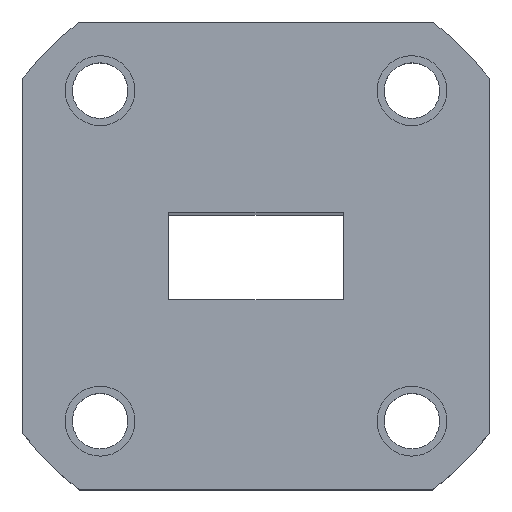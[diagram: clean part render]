
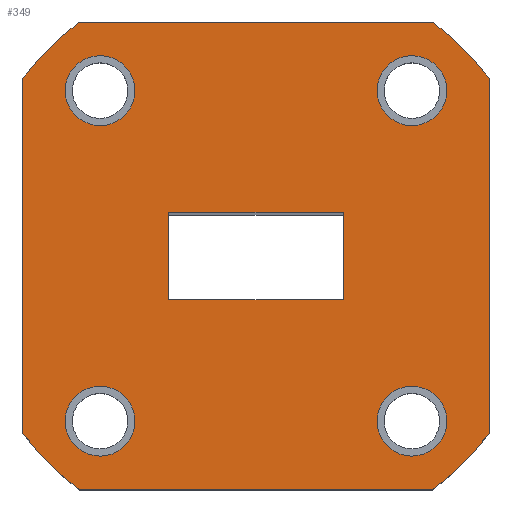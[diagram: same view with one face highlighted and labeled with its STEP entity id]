
A CAD part, top view. The second image highlights one B-rep face of the part: STEP entity #349.
In plain terms, the highlighted planar face has unit normal (0, 0, 1).
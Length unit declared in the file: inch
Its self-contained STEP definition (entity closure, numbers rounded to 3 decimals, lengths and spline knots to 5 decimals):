
#6 = LINE ( 'NONE', #1101, #630 ) ;
#26 = VECTOR ( 'NONE', #143, 39.37008 ) ;
#30 = CARTESIAN_POINT ( 'NONE',  ( 0.25, 0.265, 0. ) ) ;
#40 = VERTEX_POINT ( 'NONE', #950 ) ;
#41 = EDGE_LOOP ( 'NONE', ( #1153, #94, #280, #60 ) ) ;
#45 = CARTESIAN_POINT ( 'NONE',  ( -0.375, -0.375, 0. ) ) ;
#60 = ORIENTED_EDGE ( 'NONE', *, *, #560, .T. ) ;
#69 = CARTESIAN_POINT ( 'NONE',  ( 0., 0., 0. ) ) ;
#79 = VERTEX_POINT ( 'NONE', #302 ) ;
#84 = FACE_BOUND ( 'NONE', #190, .T. ) ;
#94 = ORIENTED_EDGE ( 'NONE', *, *, #1068, .T. ) ;
#113 = VECTOR ( 'NONE', #772, 39.37008 ) ;
#114 = AXIS2_PLACEMENT_3D ( 'NONE', #510, #775, #403 ) ;
#124 = DIRECTION ( 'NONE',  ( 1., 0., 0. ) ) ;
#143 = DIRECTION ( 'NONE',  ( 1., 0., 0. ) ) ;
#146 = VERTEX_POINT ( 'NONE', #467 ) ;
#147 = DIRECTION ( 'NONE',  ( 0., -1., 0. ) ) ;
#148 = LINE ( 'NONE', #428, #113 ) ;
#168 = CIRCLE ( 'NONE', #823, 0.47 ) ;
#172 = AXIS2_PLACEMENT_3D ( 'NONE', #731, #290, #561 ) ;
#176 = CIRCLE ( 'NONE', #318, 0.47 ) ;
#180 = EDGE_CURVE ( 'NONE', #985, #759, #668, .T. ) ;
#190 = EDGE_LOOP ( 'NONE', ( #894 ) ) ;
#204 = EDGE_CURVE ( 'NONE', #838, #346, #148, .T. ) ;
#224 = CARTESIAN_POINT ( 'NONE',  ( -0.14, -0.07, 0. ) ) ;
#228 = DIRECTION ( 'NONE',  ( 1., 0., 0. ) ) ;
#246 = CARTESIAN_POINT ( 'NONE',  ( 0.375, -0.375, 0. ) ) ;
#254 = CARTESIAN_POINT ( 'NONE',  ( 0.375, 0.28333, 0. ) ) ;
#260 = PLANE ( 'NONE',  #787 ) ;
#270 = VERTEX_POINT ( 'NONE', #254 ) ;
#274 = DIRECTION ( 'NONE',  ( 0., 0., -1. ) ) ;
#280 = ORIENTED_EDGE ( 'NONE', *, *, #204, .T. ) ;
#287 = VERTEX_POINT ( 'NONE', #552 ) ;
#289 = LINE ( 'NONE', #293, #409 ) ;
#290 = DIRECTION ( 'NONE',  ( 0., 0., -1. ) ) ;
#293 = CARTESIAN_POINT ( 'NONE',  ( -0.375, -0.375, 0. ) ) ;
#300 = VECTOR ( 'NONE', #1021, 39.37008 ) ;
#302 = CARTESIAN_POINT ( 'NONE',  ( -0.28333, 0.375, 0. ) ) ;
#305 = CARTESIAN_POINT ( 'NONE',  ( -0.375, 0.375, 0. ) ) ;
#318 = AXIS2_PLACEMENT_3D ( 'NONE', #69, #274, #526 ) ;
#325 = EDGE_CURVE ( 'NONE', #270, #925, #168, .T. ) ;
#327 = CARTESIAN_POINT ( 'NONE',  ( -0.25, -0.265, 0. ) ) ;
#334 = EDGE_LOOP ( 'NONE', ( #1150, #965, #440, #455, #709, #1163, #485, #704 ) ) ;
#346 = VERTEX_POINT ( 'NONE', #352 ) ;
#349 = ADVANCED_FACE ( 'NONE', ( #519, #1169, #722, #84, #1083, #635 ), #260, .F. ) ;
#352 = CARTESIAN_POINT ( 'NONE',  ( 0.14, 0.07, 0. ) ) ;
#379 = EDGE_CURVE ( 'NONE', #899, #146, #289, .T. ) ;
#380 = CIRCLE ( 'NONE', #768, 0.056 ) ;
#381 = CIRCLE ( 'NONE', #114, 0.47 ) ;
#390 = ORIENTED_EDGE ( 'NONE', *, *, #644, .F. ) ;
#392 = VECTOR ( 'NONE', #595, 39.37008 ) ;
#399 = CARTESIAN_POINT ( 'NONE',  ( 0.14, 0., 0. ) ) ;
#400 = EDGE_CURVE ( 'NONE', #287, #287, #454, .T. ) ;
#403 = DIRECTION ( 'NONE',  ( -1., 0., 0. ) ) ;
#409 = VECTOR ( 'NONE', #466, 39.37008 ) ;
#414 = EDGE_LOOP ( 'NONE', ( #861 ) ) ;
#427 = CARTESIAN_POINT ( 'NONE',  ( 0.28333, -0.375, 0. ) ) ;
#428 = CARTESIAN_POINT ( 'NONE',  ( 0., 0.07, 0. ) ) ;
#430 = VECTOR ( 'NONE', #147, 39.37008 ) ;
#440 = ORIENTED_EDGE ( 'NONE', *, *, #728, .F. ) ;
#454 = CIRCLE ( 'NONE', #468, 0.056 ) ;
#455 = ORIENTED_EDGE ( 'NONE', *, *, #933, .T. ) ;
#466 = DIRECTION ( 'NONE',  ( 0., -1., 0. ) ) ;
#467 = CARTESIAN_POINT ( 'NONE',  ( -0.375, -0.28333, 0. ) ) ;
#468 = AXIS2_PLACEMENT_3D ( 'NONE', #1092, #730, #645 ) ;
#471 = EDGE_CURVE ( 'NONE', #931, #931, #1025, .T. ) ;
#485 = ORIENTED_EDGE ( 'NONE', *, *, #325, .T. ) ;
#498 = CARTESIAN_POINT ( 'NONE',  ( -0.375, 0.28333, 0. ) ) ;
#510 = CARTESIAN_POINT ( 'NONE',  ( 0., 0., 0. ) ) ;
#511 = VERTEX_POINT ( 'NONE', #819 ) ;
#515 = EDGE_LOOP ( 'NONE', ( #885 ) ) ;
#516 = CARTESIAN_POINT ( 'NONE',  ( 0.28333, 0.375, 0. ) ) ;
#519 = FACE_BOUND ( 'NONE', #41, .T. ) ;
#526 = DIRECTION ( 'NONE',  ( -1., 0., 0. ) ) ;
#528 = CARTESIAN_POINT ( 'NONE',  ( 0., 0., 0. ) ) ;
#529 = CIRCLE ( 'NONE', #827, 0.056 ) ;
#545 = EDGE_CURVE ( 'NONE', #985, #270, #1124, .T. ) ;
#552 = CARTESIAN_POINT ( 'NONE',  ( 0.306, -0.265, 0. ) ) ;
#560 = EDGE_CURVE ( 'NONE', #346, #511, #1027, .T. ) ;
#561 = DIRECTION ( 'NONE',  ( -1., 0., 0. ) ) ;
#589 = EDGE_CURVE ( 'NONE', #925, #79, #962, .T. ) ;
#595 = DIRECTION ( 'NONE',  ( 0., 1., 0. ) ) ;
#630 = VECTOR ( 'NONE', #924, 39.37008 ) ;
#635 = FACE_OUTER_BOUND ( 'NONE', #334, .T. ) ;
#644 = EDGE_CURVE ( 'NONE', #847, #847, #529, .T. ) ;
#645 = DIRECTION ( 'NONE',  ( 1., 0., 0. ) ) ;
#649 = AXIS2_PLACEMENT_3D ( 'NONE', #1008, #920, #124 ) ;
#668 = CIRCLE ( 'NONE', #172, 0.47 ) ;
#670 = DIRECTION ( 'NONE',  ( 1., 0., 0. ) ) ;
#704 = ORIENTED_EDGE ( 'NONE', *, *, #589, .T. ) ;
#709 = ORIENTED_EDGE ( 'NONE', *, *, #180, .F. ) ;
#722 = FACE_BOUND ( 'NONE', #1137, .T. ) ;
#728 = EDGE_CURVE ( 'NONE', #953, #146, #176, .T. ) ;
#730 = DIRECTION ( 'NONE',  ( 0., 0., 1. ) ) ;
#731 = CARTESIAN_POINT ( 'NONE',  ( 0., 0., 0. ) ) ;
#754 = DIRECTION ( 'NONE',  ( 0., 0., 1. ) ) ;
#759 = VERTEX_POINT ( 'NONE', #427 ) ;
#765 = CARTESIAN_POINT ( 'NONE',  ( -0.28333, -0.375, 0. ) ) ;
#768 = AXIS2_PLACEMENT_3D ( 'NONE', #327, #871, #670 ) ;
#772 = DIRECTION ( 'NONE',  ( 1., 0., 0. ) ) ;
#775 = DIRECTION ( 'NONE',  ( 0., 0., -1. ) ) ;
#787 = AXIS2_PLACEMENT_3D ( 'NONE', #991, #806, #816 ) ;
#796 = CARTESIAN_POINT ( 'NONE',  ( -0.14, 0., 0. ) ) ;
#806 = DIRECTION ( 'NONE',  ( 0., 0., -1. ) ) ;
#814 = DIRECTION ( 'NONE',  ( 0., 1., 0. ) ) ;
#816 = DIRECTION ( 'NONE',  ( -1., 0., 0. ) ) ;
#819 = CARTESIAN_POINT ( 'NONE',  ( 0.14, -0.07, 0. ) ) ;
#823 = AXIS2_PLACEMENT_3D ( 'NONE', #528, #1156, #1178 ) ;
#827 = AXIS2_PLACEMENT_3D ( 'NONE', #30, #754, #228 ) ;
#838 = VERTEX_POINT ( 'NONE', #966 ) ;
#845 = EDGE_CURVE ( 'NONE', #899, #79, #381, .T. ) ;
#847 = VERTEX_POINT ( 'NONE', #854 ) ;
#850 = VERTEX_POINT ( 'NONE', #224 ) ;
#853 = EDGE_CURVE ( 'NONE', #40, #40, #380, .T. ) ;
#854 = CARTESIAN_POINT ( 'NONE',  ( 0.306, 0.265, 0. ) ) ;
#861 = ORIENTED_EDGE ( 'NONE', *, *, #853, .F. ) ;
#864 = VECTOR ( 'NONE', #814, 39.37008 ) ;
#871 = DIRECTION ( 'NONE',  ( 0., 0., 1. ) ) ;
#877 = LINE ( 'NONE', #45, #26 ) ;
#885 = ORIENTED_EDGE ( 'NONE', *, *, #471, .F. ) ;
#894 = ORIENTED_EDGE ( 'NONE', *, *, #400, .F. ) ;
#899 = VERTEX_POINT ( 'NONE', #498 ) ;
#902 = CARTESIAN_POINT ( 'NONE',  ( 0.375, -0.28333, 0. ) ) ;
#920 = DIRECTION ( 'NONE',  ( 0., 0., 1. ) ) ;
#924 = DIRECTION ( 'NONE',  ( -1., 0., 0. ) ) ;
#925 = VERTEX_POINT ( 'NONE', #516 ) ;
#931 = VERTEX_POINT ( 'NONE', #957 ) ;
#933 = EDGE_CURVE ( 'NONE', #953, #759, #877, .T. ) ;
#950 = CARTESIAN_POINT ( 'NONE',  ( -0.194, -0.265, 0. ) ) ;
#953 = VERTEX_POINT ( 'NONE', #765 ) ;
#957 = CARTESIAN_POINT ( 'NONE',  ( -0.194, 0.265, 0. ) ) ;
#962 = LINE ( 'NONE', #305, #300 ) ;
#965 = ORIENTED_EDGE ( 'NONE', *, *, #379, .T. ) ;
#966 = CARTESIAN_POINT ( 'NONE',  ( -0.14, 0.07, 0. ) ) ;
#985 = VERTEX_POINT ( 'NONE', #902 ) ;
#991 = CARTESIAN_POINT ( 'NONE',  ( 0., 0., 0. ) ) ;
#1008 = CARTESIAN_POINT ( 'NONE',  ( -0.25, 0.265, 0. ) ) ;
#1021 = DIRECTION ( 'NONE',  ( -1., 0., 0. ) ) ;
#1025 = CIRCLE ( 'NONE', #649, 0.056 ) ;
#1027 = LINE ( 'NONE', #399, #430 ) ;
#1067 = LINE ( 'NONE', #796, #864 ) ;
#1068 = EDGE_CURVE ( 'NONE', #850, #838, #1067, .T. ) ;
#1083 = FACE_BOUND ( 'NONE', #414, .T. ) ;
#1092 = CARTESIAN_POINT ( 'NONE',  ( 0.25, -0.265, 0. ) ) ;
#1101 = CARTESIAN_POINT ( 'NONE',  ( 0., -0.07, 0. ) ) ;
#1124 = LINE ( 'NONE', #246, #392 ) ;
#1131 = EDGE_CURVE ( 'NONE', #511, #850, #6, .T. ) ;
#1137 = EDGE_LOOP ( 'NONE', ( #390 ) ) ;
#1150 = ORIENTED_EDGE ( 'NONE', *, *, #845, .F. ) ;
#1153 = ORIENTED_EDGE ( 'NONE', *, *, #1131, .T. ) ;
#1156 = DIRECTION ( 'NONE',  ( 0., 0., 1. ) ) ;
#1163 = ORIENTED_EDGE ( 'NONE', *, *, #545, .T. ) ;
#1169 = FACE_BOUND ( 'NONE', #515, .T. ) ;
#1178 = DIRECTION ( 'NONE',  ( 1., 0., 0. ) ) ;
